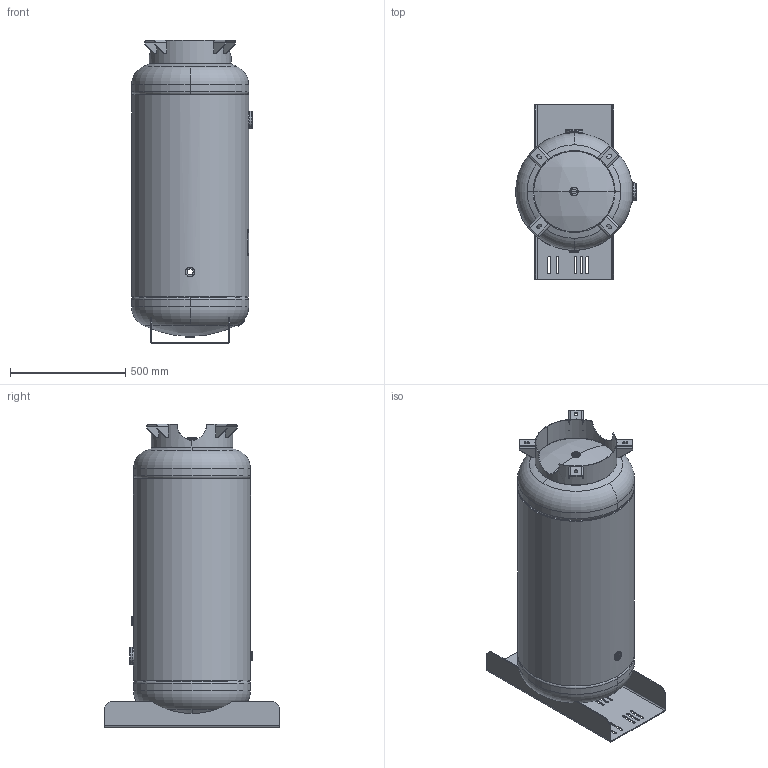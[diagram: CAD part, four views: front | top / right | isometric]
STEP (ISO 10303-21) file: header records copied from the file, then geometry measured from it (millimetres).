
FILE_DESCRIPTION (( 'STEP AP214' ), '1' );
FILE_NAME ('302413.STEP', '2024-04-16T21:35:52', ( '' ), ( '' ), 'SwSTEP 2.0', 'SolidWorks 2022', '' );
FILE_SCHEMA (( 'AUTOMOTIVE_DESIGN' ));
Length unit declared in the file: inch
Products named in the file (12): 302413-SL; PHOENIX FLAT FLANGE_0500P393; NP-VER_20; PHOENIX FLAT FLANGE_0750; PHOENIX FLAT FLANGE_0250P391; A73116; A73234; PHOENIX RAD FLANGE_200P958 OR; HEAD_20X235JOG; 302413; A55916; A55179
Assembly tree (18 placements, depth 3):
  302413
    302413-SL
    HEAD_20X235JOG  x2
    PHOENIX RAD FLANGE_200P958 OR  x2
    PHOENIX FLAT FLANGE_0750  x3
    PHOENIX FLAT FLANGE_0500P393
    PHOENIX FLAT FLANGE_0250P391
    A73116
      A73234
      A55179  x4
    A55916
    NP-VER_20
Bounding box: 524.66 x 762 x 1319.21 mm (x, y, z)
Volume: 14390340.1 mm3; surface area: 5383197.7 mm2
Topology: 17 solids, 17 shells, 453 faces, 1027 edges, 622 vertices
Faces by surface type: plane 176, cylinder 143, torus 104, bspline 22, sphere 8
Full cylindrical faces by diameter (mm): 496.468 x1, 508 x1
Entity records: 14463 total; most frequent: CARTESIAN_POINT 7425, DIRECTION 1416, ORIENTED_EDGE 1292, EDGE_CURVE 646, AXIS2_PLACEMENT_3D 576, VERTEX_POINT 400, EDGE_LOOP 330, CIRCLE 302
